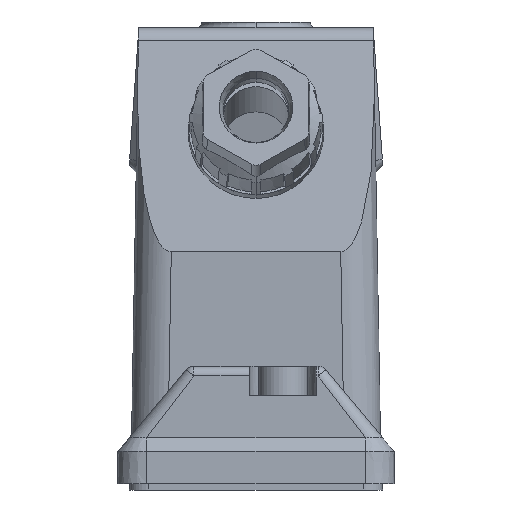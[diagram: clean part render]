
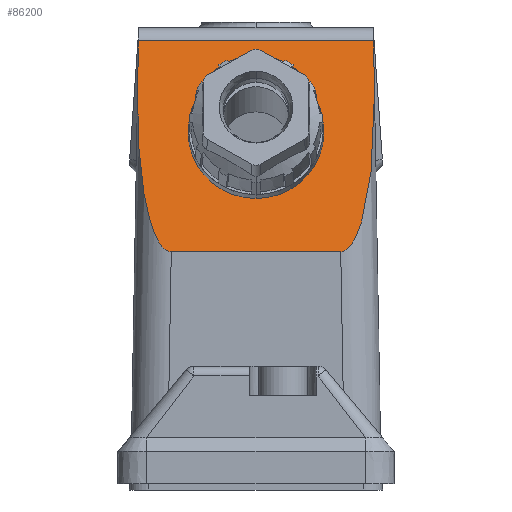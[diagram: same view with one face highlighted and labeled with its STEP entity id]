
A CAD part, front view. The second image highlights one B-rep face of the part: STEP entity #86200.
In plain terms, the highlighted face is planar.
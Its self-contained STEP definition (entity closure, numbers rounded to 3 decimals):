
#53340=CARTESIAN_POINT('',(16.653,76.515,
73.155));
#53350=VERTEX_POINT('',#53340);
#53380=CARTESIAN_POINT('',(16.653,65.415,
73.155));
#53390=DIRECTION('',(-0.974,0.,
-0.225));
#53400=DIRECTION('',(0.,-1.,0.));
#53410=AXIS2_PLACEMENT_3D('',#53380,#53390,#53400);
#53420=CIRCLE('',#53410,11.1);
#53430=CARTESIAN_POINT('',(19.006,69.127,
62.962));
#53440=VERTEX_POINT('',#53430);
#53450=EDGE_CURVE('',#53350,#53440,#53420,.T.);
#53470=CARTESIAN_POINT('',(16.653,54.315,
73.155));
#53480=VERTEX_POINT('',#53470);
#53490=EDGE_CURVE('',#53440,#53480,#53420,.T.);
#85570=CARTESIAN_POINT('',(22.543,101.106,
47.642));
#85580=DIRECTION('',(-0.974,0.,
-0.225));
#85590=DIRECTION('',(-0.225,0.,
0.974));
#85600=AXIS2_PLACEMENT_3D('',#85570,#85580,#85590);
#85610=PLANE('',#85600);
#85620=EDGE_CURVE('',#53480,#53350,#53420,.T.);
#85630=ORIENTED_EDGE('',*,*,#85620,.T.);
#85640=ORIENTED_EDGE('',*,*,#53490,.T.);
#85650=ORIENTED_EDGE('',*,*,#53450,.T.);
#85660=EDGE_LOOP('',(#85650,#85640,#85630));
#85670=FACE_BOUND('',#85660,.T.);
#85680=CARTESIAN_POINT('',(11.913,47.776,
93.687));
#85690=DIRECTION('',(0.,1.,0.));
#85700=VECTOR('',#85690,1.);
#85710=LINE('',#85680,#85700);
#85720=CARTESIAN_POINT('',(11.913,41.257,
93.687));
#85730=VERTEX_POINT('',#85720);
#85740=CARTESIAN_POINT('',(11.913,89.572,
93.687));
#85750=VERTEX_POINT('',#85740);
#85760=EDGE_CURVE('',#85730,#85750,#85710,.T.);
#85770=ORIENTED_EDGE('',*,*,#85760,.F.);
#85780=CARTESIAN_POINT('',(27.697,90.765,
25.317));
#85790=DIRECTION('',(0.225,0.017,
-0.974));
#85800=VECTOR('',#85790,1.);
#85810=LINE('',#85780,#85800);
#85820=CARTESIAN_POINT('',(14.414,89.761,
82.854));
#85830=VERTEX_POINT('',#85820);
#85840=EDGE_CURVE('',#85750,#85830,#85810,.T.);
#85850=ORIENTED_EDGE('',*,*,#85840,.F.);
#85860=CARTESIAN_POINT('',(14.414,82.26,
82.854));
#85870=DIRECTION('',(-0.974,0.,
-0.225));
#85880=DIRECTION('',(-0.225,-0.018,
0.974));
#85890=AXIS2_PLACEMENT_3D('',#85860,#85870,#85880);
#85900=ELLIPSE('',#85890,33.346,7.5);
#85910=CARTESIAN_POINT('',(21.914,82.827,
50.368));
#85920=VERTEX_POINT('',#85910);
#85930=EDGE_CURVE('',#85830,#85920,#85900,.T.);
#85940=ORIENTED_EDGE('',*,*,#85930,.F.);
#85950=CARTESIAN_POINT('',(21.914,47.776,
50.368));
#85960=DIRECTION('',(0.,1.,0.));
#85970=VECTOR('',#85960,1.);
#85980=LINE('',#85950,#85970);
#85990=CARTESIAN_POINT('',(21.914,48.002,
50.368));
#86000=VERTEX_POINT('',#85990);
#86010=EDGE_CURVE('',#86000,#85920,#85980,.T.);
#86020=ORIENTED_EDGE('',*,*,#86010,.T.);
#86030=CARTESIAN_POINT('',(14.414,48.569,
82.854));
#86040=DIRECTION('',(-0.974,0.,
-0.225));
#86050=DIRECTION('',(-0.225,0.018,
0.974));
#86060=AXIS2_PLACEMENT_3D('',#86030,#86040,#86050);
#86070=ELLIPSE('',#86060,33.346,7.5);
#86080=CARTESIAN_POINT('',(14.414,41.068,
82.854));
#86090=VERTEX_POINT('',#86080);
#86100=EDGE_CURVE('',#86000,#86090,#86070,.T.);
#86110=ORIENTED_EDGE('',*,*,#86100,.F.);
#86120=CARTESIAN_POINT('',(27.697,40.064,
25.317));
#86130=DIRECTION('',(-0.225,0.017,
0.974));
#86140=VECTOR('',#86130,1.);
#86150=LINE('',#86120,#86140);
#86160=EDGE_CURVE('',#86090,#85730,#86150,.T.);
#86170=ORIENTED_EDGE('',*,*,#86160,.F.);
#86180=EDGE_LOOP('',(#86170,#86110,#86020,#85940,#85850,#85770));
#86190=FACE_OUTER_BOUND('',#86180,.T.);
#86200=ADVANCED_FACE('',(#85670,#86190),#85610,.F.);
